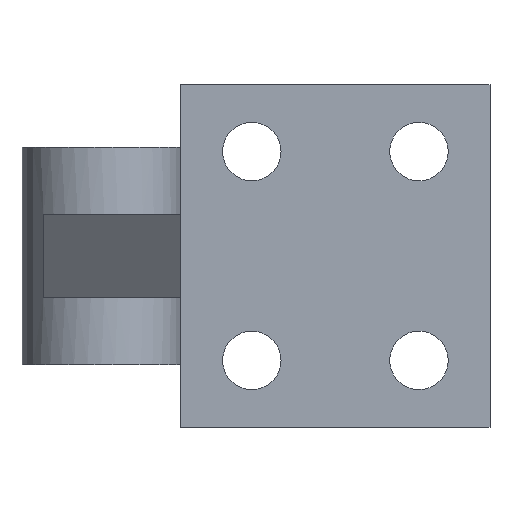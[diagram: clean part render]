
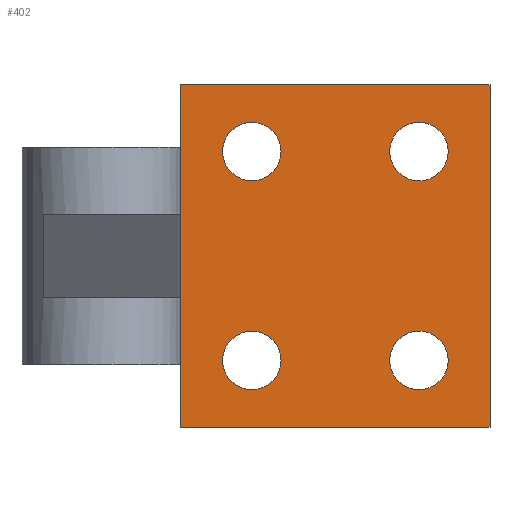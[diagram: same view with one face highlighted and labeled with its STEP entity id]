
A CAD part, front view. The second image highlights one B-rep face of the part: STEP entity #402.
In plain terms, the highlighted planar face has unit normal (0, -1, 0).
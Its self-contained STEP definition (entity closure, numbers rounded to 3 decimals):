
#81=CARTESIAN_POINT('',(9.5,-32.,-20.5));
#82=VERTEX_POINT('',#81);
#89=CARTESIAN_POINT('',(9.5,-32.,20.5));
#90=VERTEX_POINT('',#89);
#91=CARTESIAN_POINT('',(9.5,-32.,20.5));
#92=DIRECTION('',(0.,0.,-1.));
#93=VECTOR('',#92,41.);
#94=LINE('',#91,#93);
#95=EDGE_CURVE('',#90,#82,#94,.T.);
#223=CARTESIAN_POINT('',(46.5,-32.,20.5));
#224=VERTEX_POINT('',#223);
#225=CARTESIAN_POINT('',(46.5,-32.,-20.5));
#226=VERTEX_POINT('',#225);
#227=CARTESIAN_POINT('',(46.5,-32.,20.5));
#228=DIRECTION('',(0.,0.,-1.));
#229=VECTOR('',#228,41.);
#230=LINE('',#227,#229);
#231=EDGE_CURVE('',#224,#226,#230,.T.);
#265=CARTESIAN_POINT('',(9.5,-32.,5.));
#266=DIRECTION('',(0.,1.,0.));
#267=DIRECTION('',(0.,0.,1.));
#268=AXIS2_PLACEMENT_3D('',#265,#266,#267);
#269=PLANE('',#268);
#270=CARTESIAN_POINT('',(41.5,-32.,12.5));
#271=VERTEX_POINT('',#270);
#272=CARTESIAN_POINT('',(38.,-32.,9.));
#273=VERTEX_POINT('',#272);
#274=CARTESIAN_POINT('',(38.,-32.,12.5));
#275=DIRECTION('',(-0.,1.,0.));
#276=DIRECTION('',(1.,0.,0.));
#277=AXIS2_PLACEMENT_3D('',#274,#275,#276);
#278=CIRCLE('',#277,3.5);
#279=EDGE_CURVE('',#271,#273,#278,.T.);
#280=ORIENTED_EDGE('',*,*,#279,.T.);
#281=CARTESIAN_POINT('',(38.,-32.,16.));
#282=VERTEX_POINT('',#281);
#283=CARTESIAN_POINT('',(38.,-32.,12.5));
#284=DIRECTION('',(-0.,1.,0.));
#285=DIRECTION('',(1.,0.,0.));
#286=AXIS2_PLACEMENT_3D('',#283,#284,#285);
#287=CIRCLE('',#286,3.5);
#288=EDGE_CURVE('',#273,#282,#287,.T.);
#289=ORIENTED_EDGE('',*,*,#288,.T.);
#290=CARTESIAN_POINT('',(38.,-32.,12.5));
#291=DIRECTION('',(-0.,1.,0.));
#292=DIRECTION('',(1.,0.,0.));
#293=AXIS2_PLACEMENT_3D('',#290,#291,#292);
#294=CIRCLE('',#293,3.5);
#295=EDGE_CURVE('',#282,#271,#294,.T.);
#296=ORIENTED_EDGE('',*,*,#295,.T.);
#297=EDGE_LOOP('',(#280,#289,#296));
#298=FACE_BOUND('',#297,.T.);
#299=CARTESIAN_POINT('',(21.5,-32.,-12.5));
#300=VERTEX_POINT('',#299);
#301=CARTESIAN_POINT('',(18.,-32.,-16.));
#302=VERTEX_POINT('',#301);
#303=CARTESIAN_POINT('',(18.,-32.,-12.5));
#304=DIRECTION('',(-0.,1.,0.));
#305=DIRECTION('',(1.,0.,0.));
#306=AXIS2_PLACEMENT_3D('',#303,#304,#305);
#307=CIRCLE('',#306,3.5);
#308=EDGE_CURVE('',#300,#302,#307,.T.);
#309=ORIENTED_EDGE('',*,*,#308,.T.);
#310=CARTESIAN_POINT('',(18.,-32.,-9.));
#311=VERTEX_POINT('',#310);
#312=CARTESIAN_POINT('',(18.,-32.,-12.5));
#313=DIRECTION('',(-0.,1.,0.));
#314=DIRECTION('',(1.,0.,0.));
#315=AXIS2_PLACEMENT_3D('',#312,#313,#314);
#316=CIRCLE('',#315,3.5);
#317=EDGE_CURVE('',#302,#311,#316,.T.);
#318=ORIENTED_EDGE('',*,*,#317,.T.);
#319=CARTESIAN_POINT('',(18.,-32.,-12.5));
#320=DIRECTION('',(-0.,1.,0.));
#321=DIRECTION('',(1.,0.,0.));
#322=AXIS2_PLACEMENT_3D('',#319,#320,#321);
#323=CIRCLE('',#322,3.5);
#324=EDGE_CURVE('',#311,#300,#323,.T.);
#325=ORIENTED_EDGE('',*,*,#324,.T.);
#326=EDGE_LOOP('',(#309,#318,#325));
#327=FACE_BOUND('',#326,.T.);
#328=CARTESIAN_POINT('',(41.5,-32.,-12.5));
#329=VERTEX_POINT('',#328);
#330=CARTESIAN_POINT('',(38.,-32.,-16.));
#331=VERTEX_POINT('',#330);
#332=CARTESIAN_POINT('',(38.,-32.,-12.5));
#333=DIRECTION('',(-0.,1.,0.));
#334=DIRECTION('',(1.,0.,0.));
#335=AXIS2_PLACEMENT_3D('',#332,#333,#334);
#336=CIRCLE('',#335,3.5);
#337=EDGE_CURVE('',#329,#331,#336,.T.);
#338=ORIENTED_EDGE('',*,*,#337,.T.);
#339=CARTESIAN_POINT('',(38.,-32.,-9.));
#340=VERTEX_POINT('',#339);
#341=CARTESIAN_POINT('',(38.,-32.,-12.5));
#342=DIRECTION('',(-0.,1.,0.));
#343=DIRECTION('',(1.,0.,0.));
#344=AXIS2_PLACEMENT_3D('',#341,#342,#343);
#345=CIRCLE('',#344,3.5);
#346=EDGE_CURVE('',#331,#340,#345,.T.);
#347=ORIENTED_EDGE('',*,*,#346,.T.);
#348=CARTESIAN_POINT('',(38.,-32.,-12.5));
#349=DIRECTION('',(-0.,1.,0.));
#350=DIRECTION('',(1.,0.,0.));
#351=AXIS2_PLACEMENT_3D('',#348,#349,#350);
#352=CIRCLE('',#351,3.5);
#353=EDGE_CURVE('',#340,#329,#352,.T.);
#354=ORIENTED_EDGE('',*,*,#353,.T.);
#355=EDGE_LOOP('',(#338,#347,#354));
#356=FACE_BOUND('',#355,.T.);
#357=CARTESIAN_POINT('',(21.5,-32.,12.5));
#358=VERTEX_POINT('',#357);
#359=CARTESIAN_POINT('',(18.,-32.,9.));
#360=VERTEX_POINT('',#359);
#361=CARTESIAN_POINT('',(18.,-32.,12.5));
#362=DIRECTION('',(-0.,1.,0.));
#363=DIRECTION('',(1.,0.,0.));
#364=AXIS2_PLACEMENT_3D('',#361,#362,#363);
#365=CIRCLE('',#364,3.5);
#366=EDGE_CURVE('',#358,#360,#365,.T.);
#367=ORIENTED_EDGE('',*,*,#366,.T.);
#368=CARTESIAN_POINT('',(18.,-32.,16.));
#369=VERTEX_POINT('',#368);
#370=CARTESIAN_POINT('',(18.,-32.,12.5));
#371=DIRECTION('',(-0.,1.,0.));
#372=DIRECTION('',(1.,0.,0.));
#373=AXIS2_PLACEMENT_3D('',#370,#371,#372);
#374=CIRCLE('',#373,3.5);
#375=EDGE_CURVE('',#360,#369,#374,.T.);
#376=ORIENTED_EDGE('',*,*,#375,.T.);
#377=CARTESIAN_POINT('',(18.,-32.,12.5));
#378=DIRECTION('',(-0.,1.,0.));
#379=DIRECTION('',(1.,0.,0.));
#380=AXIS2_PLACEMENT_3D('',#377,#378,#379);
#381=CIRCLE('',#380,3.5);
#382=EDGE_CURVE('',#369,#358,#381,.T.);
#383=ORIENTED_EDGE('',*,*,#382,.T.);
#384=EDGE_LOOP('',(#367,#376,#383));
#385=FACE_BOUND('',#384,.T.);
#386=ORIENTED_EDGE('',*,*,#95,.T.);
#387=CARTESIAN_POINT('',(9.5,-32.,-20.5));
#388=DIRECTION('',(1.,0.,-0.));
#389=VECTOR('',#388,37.);
#390=LINE('',#387,#389);
#391=EDGE_CURVE('',#82,#226,#390,.T.);
#392=ORIENTED_EDGE('',*,*,#391,.T.);
#393=ORIENTED_EDGE('',*,*,#231,.F.);
#394=CARTESIAN_POINT('',(9.5,-32.,20.5));
#395=DIRECTION('',(1.,0.,-0.));
#396=VECTOR('',#395,37.);
#397=LINE('',#394,#396);
#398=EDGE_CURVE('',#90,#224,#397,.T.);
#399=ORIENTED_EDGE('',*,*,#398,.F.);
#400=EDGE_LOOP('',(#386,#392,#393,#399));
#401=FACE_BOUND('',#400,.T.);
#402=ADVANCED_FACE('',(#298,#327,#356,#385,#401),#269,.F.);
